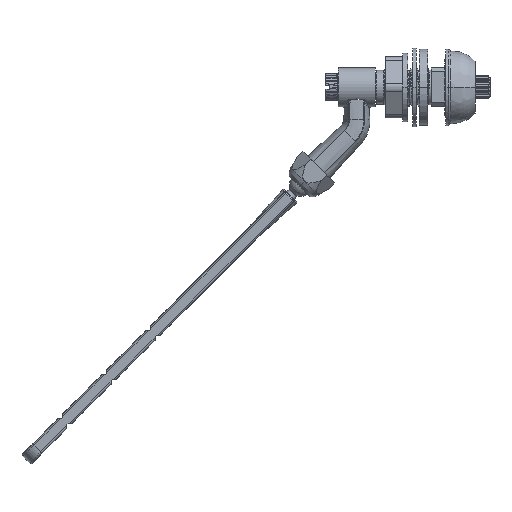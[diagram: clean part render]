
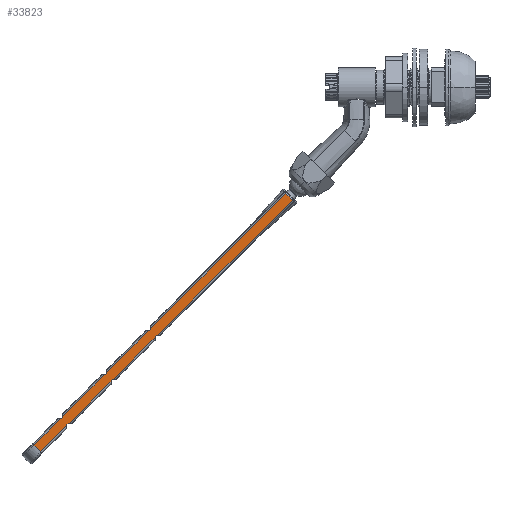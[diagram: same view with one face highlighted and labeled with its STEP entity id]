
A CAD part, front view. The second image highlights one B-rep face of the part: STEP entity #33823.
In plain terms, the highlighted planar face has unit normal (0, -1, 0).
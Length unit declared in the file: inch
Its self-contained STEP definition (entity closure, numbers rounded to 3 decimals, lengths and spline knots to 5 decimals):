
#30171=CARTESIAN_POINT('',(-6.50613,-0.25,
-5.85733));
#30213=CARTESIAN_POINT('',(-6.61633,-0.25,
-5.74713));
#31699=DIRECTION('',(-1.,0.,0.));
#31700=VECTOR('',#31699,0.01827);
#31701=CARTESIAN_POINT('',(-4.63102,-0.25,-3.98221));
#31702=LINE('',#31701,#31700);
#31703=DIRECTION('',(-0.707,0.,-0.707));
#31704=VECTOR('',#31703,0.03);
#31705=CARTESIAN_POINT('',(-4.64929,-0.25,-3.98221));
#31706=LINE('',#31705,#31704);
#31707=DIRECTION('',(0.,0.,1.));
#31708=VECTOR('',#31707,0.01827);
#31709=CARTESIAN_POINT('',(-4.6705,-0.25,-4.02169));
#31710=LINE('',#31709,#31708);
#31711=DIRECTION('',(-0.707,0.,-0.707));
#31712=VECTOR('',#31711,0.94416);
#31713=CARTESIAN_POINT('',(-4.6705,-0.25,-4.02169));
#31714=LINE('',#31713,#31712);
#31715=DIRECTION('',(-1.,0.,0.));
#31716=VECTOR('',#31715,0.01827);
#31717=CARTESIAN_POINT('',(-5.33812,-0.25,-4.68932));
#31718=LINE('',#31717,#31716);
#31719=DIRECTION('',(-0.707,0.,-0.707));
#31720=VECTOR('',#31719,0.03);
#31721=CARTESIAN_POINT('',(-5.35639,-0.25,-4.68932));
#31722=LINE('',#31721,#31720);
#31723=DIRECTION('',(0.,0.,1.));
#31724=VECTOR('',#31723,0.01827);
#31725=CARTESIAN_POINT('',(-5.37761,-0.25,-4.7288));
#31726=LINE('',#31725,#31724);
#31727=DIRECTION('',(-0.707,0.,-0.707));
#31728=VECTOR('',#31727,0.94416);
#31729=CARTESIAN_POINT('',(-5.37761,-0.25,-4.7288));
#31730=LINE('',#31729,#31728);
#31731=DIRECTION('',(-1.,0.,0.));
#31732=VECTOR('',#31731,0.01827);
#31733=CARTESIAN_POINT('',(-6.04523,-0.25,-5.39642));
#31734=LINE('',#31733,#31732);
#31735=DIRECTION('',(-0.707,0.,-0.707));
#31736=VECTOR('',#31735,0.03);
#31737=CARTESIAN_POINT('',(-6.0635,-0.25,-5.39642));
#31738=LINE('',#31737,#31736);
#31739=DIRECTION('',(0.,0.,1.));
#31740=VECTOR('',#31739,0.01827);
#31741=CARTESIAN_POINT('',(-6.08471,-0.25,-5.43591));
#31742=LINE('',#31741,#31740);
#31743=DIRECTION('',(-0.707,0.,-0.707));
#31744=VECTOR('',#31743,0.59598);
#31745=CARTESIAN_POINT('',(-6.08471,-0.25,-5.43591));
#31746=LINE('',#31745,#31744);
#31747=DIRECTION('',(0.707,0.,-0.707));
#31748=VECTOR('',#31747,0.15584);
#31749=CARTESIAN_POINT('',(-6.61633,-0.25,
-5.74713));
#31750=LINE('',#31749,#31748);
#31751=DIRECTION('',(0.707,0.,0.707));
#31752=VECTOR('',#31751,0.59598);
#31753=CARTESIAN_POINT('',(-6.61633,-0.25,
-5.74713));
#31754=LINE('',#31753,#31752);
#31755=DIRECTION('',(1.,0.,0.));
#31756=VECTOR('',#31755,0.01827);
#31757=CARTESIAN_POINT('',(-6.19491,-0.25,-5.32571));
#31758=LINE('',#31757,#31756);
#31759=DIRECTION('',(0.707,0.,0.707));
#31760=VECTOR('',#31759,0.03);
#31761=CARTESIAN_POINT('',(-6.17664,-0.25,-5.32571));
#31762=LINE('',#31761,#31760);
#31763=DIRECTION('',(0.,0.,-1.));
#31764=VECTOR('',#31763,0.01827);
#31765=CARTESIAN_POINT('',(-6.15542,-0.25,-5.28623));
#31766=LINE('',#31765,#31764);
#31767=DIRECTION('',(0.707,0.,0.707));
#31768=VECTOR('',#31767,0.94416);
#31769=CARTESIAN_POINT('',(-6.15542,-0.25,-5.28623));
#31770=LINE('',#31769,#31768);
#31771=DIRECTION('',(1.,0.,0.));
#31772=VECTOR('',#31771,0.01827);
#31773=CARTESIAN_POINT('',(-5.4878,-0.25,-4.61861));
#31774=LINE('',#31773,#31772);
#31775=DIRECTION('',(0.707,0.,0.707));
#31776=VECTOR('',#31775,0.03);
#31777=CARTESIAN_POINT('',(-5.46953,-0.25,-4.61861));
#31778=LINE('',#31777,#31776);
#31779=DIRECTION('',(0.,0.,-1.));
#31780=VECTOR('',#31779,0.01827);
#31781=CARTESIAN_POINT('',(-5.44832,-0.25,-4.57912));
#31782=LINE('',#31781,#31780);
#31783=DIRECTION('',(0.707,0.,0.707));
#31784=VECTOR('',#31783,0.94416);
#31785=CARTESIAN_POINT('',(-5.44832,-0.25,-4.57912));
#31786=LINE('',#31785,#31784);
#31787=DIRECTION('',(1.,0.,0.));
#31788=VECTOR('',#31787,0.01827);
#31789=CARTESIAN_POINT('',(-4.78069,-0.25,-3.9115));
#31790=LINE('',#31789,#31788);
#31791=DIRECTION('',(0.707,0.,0.707));
#31792=VECTOR('',#31791,0.03);
#31793=CARTESIAN_POINT('',(-4.76242,-0.25,-3.9115));
#31794=LINE('',#31793,#31792);
#31795=DIRECTION('',(0.,0.,-1.));
#31796=VECTOR('',#31795,0.01827);
#31797=CARTESIAN_POINT('',(-4.74121,-0.25,-3.87202));
#31798=LINE('',#31797,#31796);
#31799=DIRECTION('',(0.707,0.,0.707));
#31800=VECTOR('',#31799,3.06576);
#31801=CARTESIAN_POINT('',(-4.74121,-0.25,-3.87202));
#31802=LINE('',#31801,#31800);
#31803=DIRECTION('',(0.707,0.,-0.707));
#31804=VECTOR('',#31803,0.15584);
#31805=CARTESIAN_POINT('',(-2.57339,-0.25,-1.7042));
#31806=LINE('',#31805,#31804);
#31807=DIRECTION('',(-0.707,0.,-0.707));
#31808=VECTOR('',#31807,3.06576);
#31809=CARTESIAN_POINT('',(-2.4632,-0.25,-1.81439));
#31810=LINE('',#31809,#31808);
#32512=VERTEX_POINT('',#30171);
#32519=VERTEX_POINT('',#30213);
#32529=CARTESIAN_POINT('',(-2.57339,-0.25,-1.7042));
#32531=VERTEX_POINT('',#32529);
#32584=CARTESIAN_POINT('',(-6.04523,-0.25,-5.39642));
#32585=CARTESIAN_POINT('',(-6.0635,-0.25,-5.39642));
#32586=VERTEX_POINT('',#32584);
#32587=VERTEX_POINT('',#32585);
#32588=CARTESIAN_POINT('',(-6.08471,-0.25,-5.43591));
#32589=CARTESIAN_POINT('',(-6.08471,-0.25,-5.41764));
#32590=VERTEX_POINT('',#32588);
#32591=VERTEX_POINT('',#32589);
#32592=CARTESIAN_POINT('',(-6.19491,-0.25,-5.32571));
#32593=CARTESIAN_POINT('',(-6.17664,-0.25,-5.32571));
#32594=VERTEX_POINT('',#32592);
#32595=VERTEX_POINT('',#32593);
#32596=CARTESIAN_POINT('',(-6.15542,-0.25,-5.28623));
#32597=CARTESIAN_POINT('',(-6.15542,-0.25,-5.3045));
#32598=VERTEX_POINT('',#32596);
#32599=VERTEX_POINT('',#32597);
#32640=CARTESIAN_POINT('',(-5.33812,-0.25,-4.68932));
#32641=CARTESIAN_POINT('',(-5.35639,-0.25,-4.68932));
#32642=VERTEX_POINT('',#32640);
#32643=VERTEX_POINT('',#32641);
#32644=CARTESIAN_POINT('',(-5.37761,-0.25,-4.7288));
#32645=CARTESIAN_POINT('',(-5.37761,-0.25,-4.71053));
#32646=VERTEX_POINT('',#32644);
#32647=VERTEX_POINT('',#32645);
#32648=CARTESIAN_POINT('',(-5.4878,-0.25,-4.61861));
#32649=CARTESIAN_POINT('',(-5.46953,-0.25,-4.61861));
#32650=VERTEX_POINT('',#32648);
#32651=VERTEX_POINT('',#32649);
#32652=CARTESIAN_POINT('',(-5.44832,-0.25,-4.57912));
#32653=CARTESIAN_POINT('',(-5.44832,-0.25,-4.59739));
#32654=VERTEX_POINT('',#32652);
#32655=VERTEX_POINT('',#32653);
#32696=CARTESIAN_POINT('',(-4.63102,-0.25,-3.98221));
#32697=CARTESIAN_POINT('',(-4.64929,-0.25,-3.98221));
#32698=VERTEX_POINT('',#32696);
#32699=VERTEX_POINT('',#32697);
#32700=CARTESIAN_POINT('',(-4.6705,-0.25,-4.02169));
#32701=CARTESIAN_POINT('',(-4.6705,-0.25,-4.00342));
#32702=VERTEX_POINT('',#32700);
#32703=VERTEX_POINT('',#32701);
#32704=CARTESIAN_POINT('',(-4.78069,-0.25,-3.9115));
#32705=CARTESIAN_POINT('',(-4.76242,-0.25,-3.9115));
#32706=VERTEX_POINT('',#32704);
#32707=VERTEX_POINT('',#32705);
#32708=CARTESIAN_POINT('',(-4.74121,-0.25,-3.87202));
#32709=CARTESIAN_POINT('',(-4.74121,-0.25,-3.89029));
#32710=VERTEX_POINT('',#32708);
#32711=VERTEX_POINT('',#32709);
#32738=CARTESIAN_POINT('',(-2.4632,-0.25,-1.81439));
#32739=VERTEX_POINT('',#32738);
#33776=CARTESIAN_POINT('',(-6.66047,-0.25,-6.05703));
#33777=DIRECTION('',(0.,-1.,0.));
#33778=DIRECTION('',(0.707,0.,0.707));
#33779=AXIS2_PLACEMENT_3D('',#33776,#33777,#33778);
#33780=PLANE('',#33779);
#33781=ORIENTED_EDGE('',*,*,#32858,.T.);
#33782=ORIENTED_EDGE('',*,*,#32879,.T.);
#33783=ORIENTED_EDGE('',*,*,#32899,.F.);
#33784=ORIENTED_EDGE('',*,*,#33239,.T.);
#33786=ORIENTED_EDGE('',*,*,#33785,.T.);
#33788=ORIENTED_EDGE('',*,*,#33787,.T.);
#33790=ORIENTED_EDGE('',*,*,#33789,.F.);
#33791=ORIENTED_EDGE('',*,*,#33209,.T.);
#33793=ORIENTED_EDGE('',*,*,#33792,.T.);
#33795=ORIENTED_EDGE('',*,*,#33794,.T.);
#33796=ORIENTED_EDGE('',*,*,#32976,.F.);
#33797=ORIENTED_EDGE('',*,*,#33193,.T.);
#33798=ORIENTED_EDGE('',*,*,#33125,.F.);
#33799=ORIENTED_EDGE('',*,*,#33725,.T.);
#33800=ORIENTED_EDGE('',*,*,#33442,.T.);
#33801=ORIENTED_EDGE('',*,*,#33462,.T.);
#33802=ORIENTED_EDGE('',*,*,#33481,.F.);
#33803=ORIENTED_EDGE('',*,*,#33739,.T.);
#33805=ORIENTED_EDGE('',*,*,#33804,.T.);
#33807=ORIENTED_EDGE('',*,*,#33806,.T.);
#33809=ORIENTED_EDGE('',*,*,#33808,.F.);
#33810=ORIENTED_EDGE('',*,*,#33753,.T.);
#33812=ORIENTED_EDGE('',*,*,#33811,.T.);
#33814=ORIENTED_EDGE('',*,*,#33813,.T.);
#33816=ORIENTED_EDGE('',*,*,#33815,.F.);
#33817=ORIENTED_EDGE('',*,*,#33771,.T.);
#33819=ORIENTED_EDGE('',*,*,#33818,.T.);
#33820=ORIENTED_EDGE('',*,*,#33220,.T.);
#33821=EDGE_LOOP('',(#33781,#33782,#33783,#33784,#33786,#33788,#33790,#33791,
#33793,#33795,#33796,#33797,#33798,#33799,#33800,#33801,#33802,#33803,#33805,
#33807,#33809,#33810,#33812,#33814,#33816,#33817,#33819,#33820));
#33822=FACE_OUTER_BOUND('',#33821,.F.);
#33823=ADVANCED_FACE('',(#33822),#33780,.T.);
#32858=EDGE_CURVE('',#32698,#32699,#31702,.T.);
#32879=EDGE_CURVE('',#32699,#32703,#31706,.T.);
#32899=EDGE_CURVE('',#32702,#32703,#31710,.T.);
#32976=EDGE_CURVE('',#32590,#32591,#31742,.T.);
#33125=EDGE_CURVE('',#32519,#32512,#31750,.T.);
#33193=EDGE_CURVE('',#32590,#32512,#31746,.T.);
#33209=EDGE_CURVE('',#32646,#32586,#31730,.T.);
#33220=EDGE_CURVE('',#32739,#32698,#31810,.T.);
#33239=EDGE_CURVE('',#32702,#32642,#31714,.T.);
#33442=EDGE_CURVE('',#32594,#32595,#31758,.T.);
#33462=EDGE_CURVE('',#32595,#32599,#31762,.T.);
#33481=EDGE_CURVE('',#32598,#32599,#31766,.T.);
#33725=EDGE_CURVE('',#32519,#32594,#31754,.T.);
#33739=EDGE_CURVE('',#32598,#32650,#31770,.T.);
#33753=EDGE_CURVE('',#32654,#32706,#31786,.T.);
#33771=EDGE_CURVE('',#32710,#32531,#31802,.T.);
#33785=EDGE_CURVE('',#32642,#32643,#31718,.T.);
#33787=EDGE_CURVE('',#32643,#32647,#31722,.T.);
#33789=EDGE_CURVE('',#32646,#32647,#31726,.T.);
#33792=EDGE_CURVE('',#32586,#32587,#31734,.T.);
#33794=EDGE_CURVE('',#32587,#32591,#31738,.T.);
#33804=EDGE_CURVE('',#32650,#32651,#31774,.T.);
#33806=EDGE_CURVE('',#32651,#32655,#31778,.T.);
#33808=EDGE_CURVE('',#32654,#32655,#31782,.T.);
#33811=EDGE_CURVE('',#32706,#32707,#31790,.T.);
#33813=EDGE_CURVE('',#32707,#32711,#31794,.T.);
#33815=EDGE_CURVE('',#32710,#32711,#31798,.T.);
#33818=EDGE_CURVE('',#32531,#32739,#31806,.T.);
